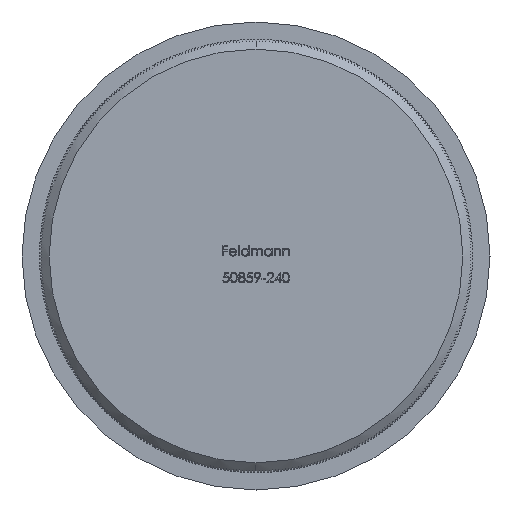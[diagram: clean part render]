
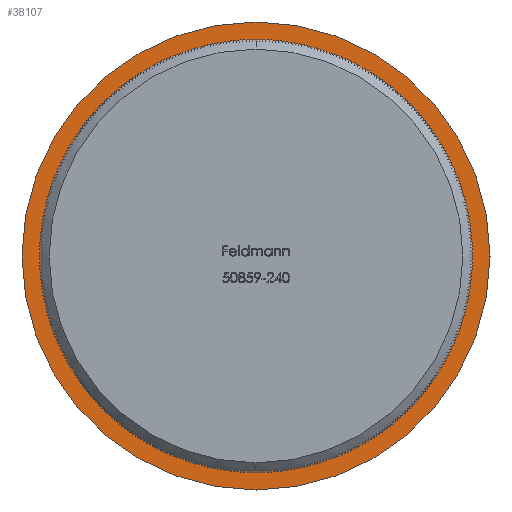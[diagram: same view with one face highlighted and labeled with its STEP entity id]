
A CAD part, front view. The second image highlights one B-rep face of the part: STEP entity #38107.
In plain terms, the highlighted planar face has unit normal (0, -1, 0).
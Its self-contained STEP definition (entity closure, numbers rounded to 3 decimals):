
#2639 = AXIS2_PLACEMENT_3D ( 'NONE', #19066, #62912, #4342 ) ;
#2840 = DIRECTION ( 'NONE',  ( 0., -1., 0. ) ) ;
#4099 = DIRECTION ( 'NONE',  ( 0., 0., -1. ) ) ;
#4342 = DIRECTION ( 'NONE',  ( 0., 0., -1. ) ) ;
#4722 = DIRECTION ( 'NONE',  ( 0., -1., 0. ) ) ;
#5818 = CIRCLE ( 'NONE', #49606, 22.15 ) ;
#5968 = AXIS2_PLACEMENT_3D ( 'NONE', #57570, #4722, #4099 ) ;
#6796 = FACE_BOUND ( 'NONE', #50737, .T. ) ;
#7759 = DIRECTION ( 'NONE',  ( 0., 0., -1. ) ) ;
#8533 = AXIS2_PLACEMENT_3D ( 'NONE', #56265, #26970, #56700 ) ;
#8651 = CIRCLE ( 'NONE', #8533, 24.15 ) ;
#11159 = EDGE_CURVE ( 'NONE', #33826, #43599, #5818, .T. ) ;
#18829 = PLANE ( 'NONE',  #5968 ) ;
#19029 = DIRECTION ( 'NONE',  ( 0., -1., 0. ) ) ;
#19066 = CARTESIAN_POINT ( 'NONE',  ( 0., 5., 0. ) ) ;
#24816 = ORIENTED_EDGE ( 'NONE', *, *, #38160, .T. ) ;
#26970 = DIRECTION ( 'NONE',  ( 0., -1., 0. ) ) ;
#27849 = VERTEX_POINT ( 'NONE', #51438 ) ;
#33751 = ORIENTED_EDGE ( 'NONE', *, *, #51995, .T. ) ;
#33826 = VERTEX_POINT ( 'NONE', #42112 ) ;
#33837 = ORIENTED_EDGE ( 'NONE', *, *, #48066, .F. ) ;
#34175 = CARTESIAN_POINT ( 'NONE',  ( 0., 5., -24.15 ) ) ;
#35443 = AXIS2_PLACEMENT_3D ( 'NONE', #48364, #19029, #39348 ) ;
#38107 = ADVANCED_FACE ( 'NONE', ( #6796, #44271 ), #18829, .T. ) ;
#38160 = EDGE_CURVE ( 'NONE', #53092, #27849, #39676, .T. ) ;
#39348 = DIRECTION ( 'NONE',  ( 0., 0., -1. ) ) ;
#39676 = CIRCLE ( 'NONE', #35443, 24.15 ) ;
#42112 = CARTESIAN_POINT ( 'NONE',  ( 0., 5., -22.15 ) ) ;
#43599 = VERTEX_POINT ( 'NONE', #62709 ) ;
#44271 = FACE_OUTER_BOUND ( 'NONE', #46956, .T. ) ;
#46956 = EDGE_LOOP ( 'NONE', ( #24816, #33751 ) ) ;
#48066 = EDGE_CURVE ( 'NONE', #43599, #33826, #54003, .T. ) ;
#48364 = CARTESIAN_POINT ( 'NONE',  ( 0., 5., 0. ) ) ;
#49606 = AXIS2_PLACEMENT_3D ( 'NONE', #51177, #2840, #7759 ) ;
#50107 = ORIENTED_EDGE ( 'NONE', *, *, #11159, .F. ) ;
#50737 = EDGE_LOOP ( 'NONE', ( #50107, #33837 ) ) ;
#51177 = CARTESIAN_POINT ( 'NONE',  ( 0., 5., 0. ) ) ;
#51438 = CARTESIAN_POINT ( 'NONE',  ( 0., 5., 24.15 ) ) ;
#51995 = EDGE_CURVE ( 'NONE', #27849, #53092, #8651, .T. ) ;
#53092 = VERTEX_POINT ( 'NONE', #34175 ) ;
#54003 = CIRCLE ( 'NONE', #2639, 22.15 ) ;
#56265 = CARTESIAN_POINT ( 'NONE',  ( 0., 5., 0. ) ) ;
#56700 = DIRECTION ( 'NONE',  ( 0., 0., -1. ) ) ;
#57570 = CARTESIAN_POINT ( 'NONE',  ( 24.15, 5., 0. ) ) ;
#62709 = CARTESIAN_POINT ( 'NONE',  ( 0., 5., 22.15 ) ) ;
#62912 = DIRECTION ( 'NONE',  ( 0., -1., 0. ) ) ;
